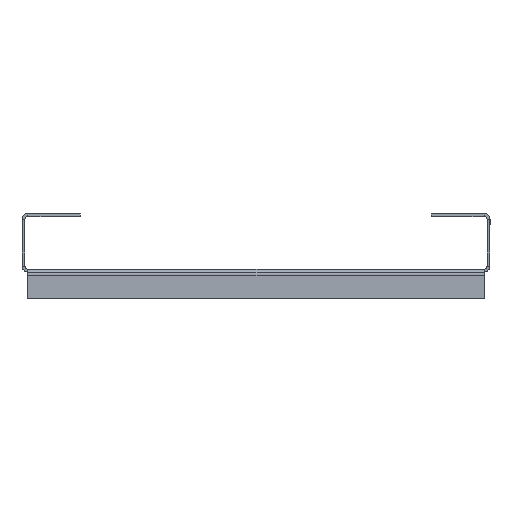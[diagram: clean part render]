
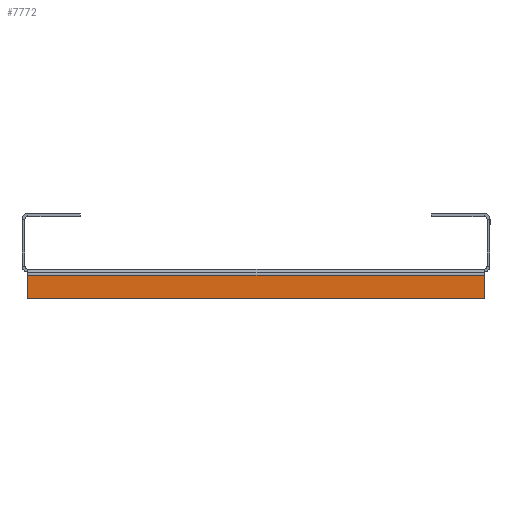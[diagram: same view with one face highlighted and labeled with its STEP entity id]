
A CAD part, left-side view. The second image highlights one B-rep face of the part: STEP entity #7772.
In plain terms, the highlighted planar face has unit normal (-1, 0, 0).
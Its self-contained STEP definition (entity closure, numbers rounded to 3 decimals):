
#400 = EDGE_CURVE ( 'NONE', #8422, #9549, #6644, .T. ) ;
#875 = CARTESIAN_POINT ( 'NONE',  ( 0., 0., -10. ) ) ;
#1516 = DIRECTION ( 'NONE',  ( 0., -1., 0. ) ) ;
#2491 = CARTESIAN_POINT ( 'NONE',  ( 0., 156., 0. ) ) ;
#3131 = VECTOR ( 'NONE', #6024, 1000. ) ;
#3181 = CARTESIAN_POINT ( 'NONE',  ( 0., 156., -10. ) ) ;
#3565 = EDGE_CURVE ( 'NONE', #8422, #9098, #11577, .T. ) ;
#3834 = VECTOR ( 'NONE', #6354, 1000. ) ;
#4034 = PLANE ( 'NONE',  #7610 ) ;
#4347 = CARTESIAN_POINT ( 'NONE',  ( 0., 0., -2. ) ) ;
#4457 = ORIENTED_EDGE ( 'NONE', *, *, #8177, .T. ) ;
#4785 = CARTESIAN_POINT ( 'NONE',  ( 0., 0., -2. ) ) ;
#5690 = ORIENTED_EDGE ( 'NONE', *, *, #9376, .T. ) ;
#6024 = DIRECTION ( 'NONE',  ( 0., 0., -1. ) ) ;
#6138 = FACE_OUTER_BOUND ( 'NONE', #7604, .T. ) ;
#6354 = DIRECTION ( 'NONE',  ( 0., 0., 1. ) ) ;
#6467 = LINE ( 'NONE', #10108, #3834 ) ;
#6644 = LINE ( 'NONE', #4785, #6971 ) ;
#6971 = VECTOR ( 'NONE', #9214, 1000. ) ;
#7327 = ORIENTED_EDGE ( 'NONE', *, *, #400, .F. ) ;
#7604 = EDGE_LOOP ( 'NONE', ( #7327, #11483, #4457, #5690 ) ) ;
#7610 = AXIS2_PLACEMENT_3D ( 'NONE', #8820, #8707, #11389 ) ;
#7772 = ADVANCED_FACE ( 'NONE', ( #6138 ), #4034, .F. ) ;
#8177 = EDGE_CURVE ( 'NONE', #9098, #8445, #11310, .T. ) ;
#8422 = VERTEX_POINT ( 'NONE', #9770 ) ;
#8445 = VERTEX_POINT ( 'NONE', #875 ) ;
#8707 = DIRECTION ( 'NONE',  ( 1., 0., 0. ) ) ;
#8820 = CARTESIAN_POINT ( 'NONE',  ( 0., 0., 0. ) ) ;
#9098 = VERTEX_POINT ( 'NONE', #3181 ) ;
#9214 = DIRECTION ( 'NONE',  ( 0., -1., 0. ) ) ;
#9376 = EDGE_CURVE ( 'NONE', #8445, #9549, #6467, .T. ) ;
#9549 = VERTEX_POINT ( 'NONE', #4347 ) ;
#9770 = CARTESIAN_POINT ( 'NONE',  ( 0., 156., -2. ) ) ;
#9934 = VECTOR ( 'NONE', #1516, 1000. ) ;
#10108 = CARTESIAN_POINT ( 'NONE',  ( 0., 0., 0. ) ) ;
#11310 = LINE ( 'NONE', #11432, #9934 ) ;
#11389 = DIRECTION ( 'NONE',  ( 0., 0., -1. ) ) ;
#11432 = CARTESIAN_POINT ( 'NONE',  ( 0., 0., -10. ) ) ;
#11483 = ORIENTED_EDGE ( 'NONE', *, *, #3565, .T. ) ;
#11577 = LINE ( 'NONE', #2491, #3131 ) ;
